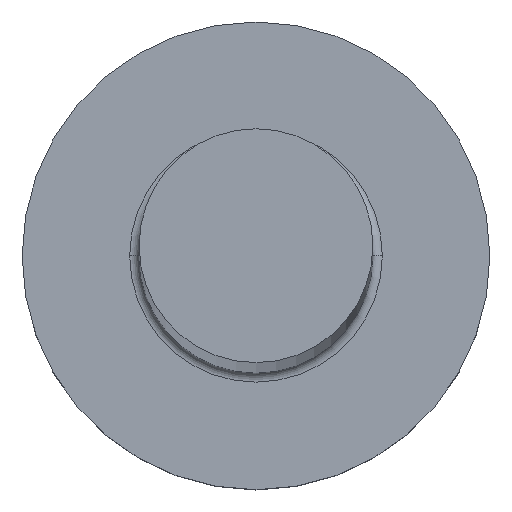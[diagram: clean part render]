
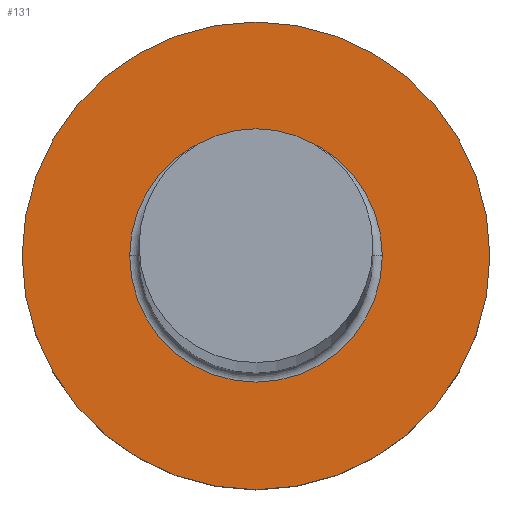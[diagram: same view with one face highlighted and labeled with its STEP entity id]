
A CAD part, top view. The second image highlights one B-rep face of the part: STEP entity #131.
In plain terms, the highlighted planar face has unit normal (0, 0, 1).
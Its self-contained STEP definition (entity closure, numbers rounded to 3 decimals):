
#1 = VERTEX_POINT ( 'NONE', #190 ) ;
#10 = DIRECTION ( 'NONE',  ( 1., 0., 0. ) ) ;
#13 = CARTESIAN_POINT ( 'NONE',  ( -2.7, 0., 3. ) ) ;
#14 = VERTEX_POINT ( 'NONE', #263 ) ;
#31 = DIRECTION ( 'NONE',  ( 0., 0., -1. ) ) ;
#36 = CARTESIAN_POINT ( 'NONE',  ( 2.7, 0., 3. ) ) ;
#52 = EDGE_LOOP ( 'NONE', ( #173, #81 ) ) ;
#55 = AXIS2_PLACEMENT_3D ( 'NONE', #219, #63, #217 ) ;
#56 = ORIENTED_EDGE ( 'NONE', *, *, #269, .T. ) ;
#63 = DIRECTION ( 'NONE',  ( 0., 0., 1. ) ) ;
#65 = EDGE_CURVE ( 'NONE', #1, #14, #116, .T. ) ;
#72 = CIRCLE ( 'NONE', #234, 2.7 ) ;
#81 = ORIENTED_EDGE ( 'NONE', *, *, #65, .T. ) ;
#87 = CARTESIAN_POINT ( 'NONE',  ( 0., 0., 3. ) ) ;
#88 = FACE_BOUND ( 'NONE', #101, .T. ) ;
#101 = EDGE_LOOP ( 'NONE', ( #166, #56 ) ) ;
#110 = DIRECTION ( 'NONE',  ( 0., 0., -1. ) ) ;
#113 = CIRCLE ( 'NONE', #55, 5. ) ;
#116 = CIRCLE ( 'NONE', #142, 5. ) ;
#128 = EDGE_CURVE ( 'NONE', #188, #262, #208, .T. ) ;
#131 = ADVANCED_FACE ( 'NONE', ( #88, #299 ), #296, .T. ) ;
#133 = CARTESIAN_POINT ( 'NONE',  ( 0., 0., 3. ) ) ;
#142 = AXIS2_PLACEMENT_3D ( 'NONE', #177, #152, #201 ) ;
#152 = DIRECTION ( 'NONE',  ( 0., 0., 1. ) ) ;
#166 = ORIENTED_EDGE ( 'NONE', *, *, #128, .T. ) ;
#173 = ORIENTED_EDGE ( 'NONE', *, *, #275, .T. ) ;
#177 = CARTESIAN_POINT ( 'NONE',  ( 0., 0., 3. ) ) ;
#188 = VERTEX_POINT ( 'NONE', #36 ) ;
#190 = CARTESIAN_POINT ( 'NONE',  ( 5., 0., 3. ) ) ;
#191 = DIRECTION ( 'NONE',  ( 1., 0., 0. ) ) ;
#197 = DIRECTION ( 'NONE',  ( 1., 0., 0. ) ) ;
#201 = DIRECTION ( 'NONE',  ( 1., 0., 0. ) ) ;
#208 = CIRCLE ( 'NONE', #255, 2.7 ) ;
#215 = DIRECTION ( 'NONE',  ( 0., 0., 1. ) ) ;
#217 = DIRECTION ( 'NONE',  ( 1., 0., 0. ) ) ;
#219 = CARTESIAN_POINT ( 'NONE',  ( 0., 0., 3. ) ) ;
#220 = CARTESIAN_POINT ( 'NONE',  ( 0., 0., 3. ) ) ;
#234 = AXIS2_PLACEMENT_3D ( 'NONE', #133, #31, #10 ) ;
#255 = AXIS2_PLACEMENT_3D ( 'NONE', #220, #110, #197 ) ;
#262 = VERTEX_POINT ( 'NONE', #13 ) ;
#263 = CARTESIAN_POINT ( 'NONE',  ( -5., 0., 3. ) ) ;
#269 = EDGE_CURVE ( 'NONE', #262, #188, #72, .T. ) ;
#275 = EDGE_CURVE ( 'NONE', #14, #1, #113, .T. ) ;
#284 = AXIS2_PLACEMENT_3D ( 'NONE', #87, #215, #191 ) ;
#296 = PLANE ( 'NONE',  #284 ) ;
#299 = FACE_OUTER_BOUND ( 'NONE', #52, .T. ) ;
